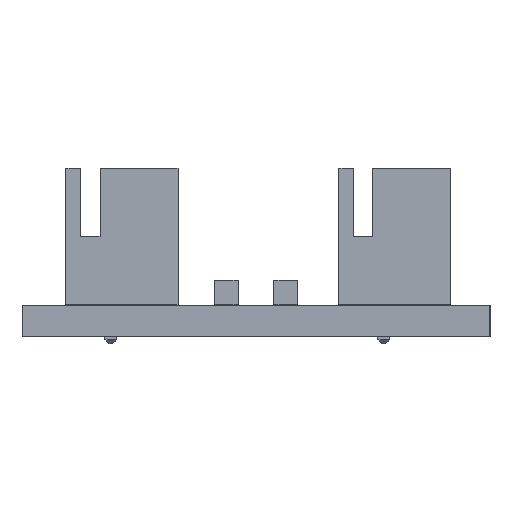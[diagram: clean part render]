
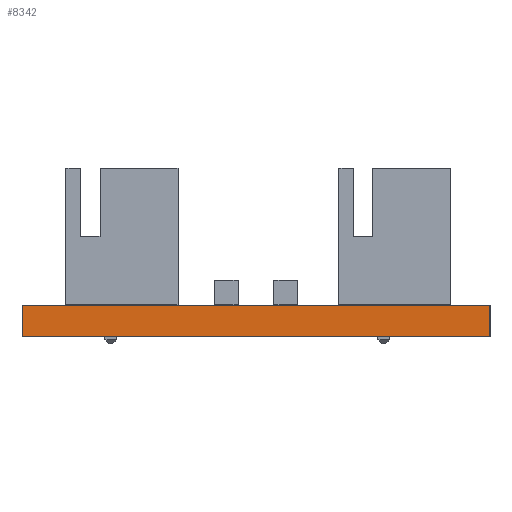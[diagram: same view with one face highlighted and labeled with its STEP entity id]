
A CAD part, left-side view. The second image highlights one B-rep face of the part: STEP entity #8342.
In plain terms, the highlighted planar face has unit normal (-1, 0, 0).
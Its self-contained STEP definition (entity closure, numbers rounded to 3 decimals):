
#8342 = ADVANCED_FACE('',(#8343),#8357,.F.);
#8343 = FACE_BOUND('',#8344,.F.);
#8344 = EDGE_LOOP('',(#8345,#8380,#8408,#8436));
#8345 = ORIENTED_EDGE('',*,*,#8346,.T.);
#8346 = EDGE_CURVE('',#8347,#8349,#8351,.T.);
#8347 = VERTEX_POINT('',#8348);
#8348 = CARTESIAN_POINT('',(116.5,-69.5,0.));
#8349 = VERTEX_POINT('',#8350);
#8350 = CARTESIAN_POINT('',(116.5,-69.5,1.6));
#8351 = SURFACE_CURVE('',#8352,(#8356,#8368),.PCURVE_S1.);
#8352 = LINE('',#8353,#8354);
#8353 = CARTESIAN_POINT('',(116.5,-69.5,0.));
#8354 = VECTOR('',#8355,1.);
#8355 = DIRECTION('',(0.,0.,1.));
#8356 = PCURVE('',#8357,#8362);
#8357 = PLANE('',#8358);
#8358 = AXIS2_PLACEMENT_3D('',#8359,#8360,#8361);
#8359 = CARTESIAN_POINT('',(116.5,-69.5,0.));
#8360 = DIRECTION('',(1.,0.,-0.));
#8361 = DIRECTION('',(0.,-1.,0.));
#8362 = DEFINITIONAL_REPRESENTATION('',(#8363),#8367);
#8363 = LINE('',#8364,#8365);
#8364 = CARTESIAN_POINT('',(0.,0.));
#8365 = VECTOR('',#8366,1.);
#8366 = DIRECTION('',(0.,-1.));
#8367 = ( GEOMETRIC_REPRESENTATION_CONTEXT(2) 
PARAMETRIC_REPRESENTATION_CONTEXT() REPRESENTATION_CONTEXT('2D SPACE',''
  ) );
#8368 = PCURVE('',#8369,#8374);
#8369 = PLANE('',#8370);
#8370 = AXIS2_PLACEMENT_3D('',#8371,#8372,#8373);
#8371 = CARTESIAN_POINT('',(164.5,-69.5,0.));
#8372 = DIRECTION('',(0.,-1.,0.));
#8373 = DIRECTION('',(-1.,0.,0.));
#8374 = DEFINITIONAL_REPRESENTATION('',(#8375),#8379);
#8375 = LINE('',#8376,#8377);
#8376 = CARTESIAN_POINT('',(48.,0.));
#8377 = VECTOR('',#8378,1.);
#8378 = DIRECTION('',(0.,-1.));
#8379 = ( GEOMETRIC_REPRESENTATION_CONTEXT(2) 
PARAMETRIC_REPRESENTATION_CONTEXT() REPRESENTATION_CONTEXT('2D SPACE',''
  ) );
#8380 = ORIENTED_EDGE('',*,*,#8381,.T.);
#8381 = EDGE_CURVE('',#8349,#8382,#8384,.T.);
#8382 = VERTEX_POINT('',#8383);
#8383 = CARTESIAN_POINT('',(116.5,-93.5,1.6));
#8384 = SURFACE_CURVE('',#8385,(#8389,#8396),.PCURVE_S1.);
#8385 = LINE('',#8386,#8387);
#8386 = CARTESIAN_POINT('',(116.5,-69.5,1.6));
#8387 = VECTOR('',#8388,1.);
#8388 = DIRECTION('',(0.,-1.,0.));
#8389 = PCURVE('',#8357,#8390);
#8390 = DEFINITIONAL_REPRESENTATION('',(#8391),#8395);
#8391 = LINE('',#8392,#8393);
#8392 = CARTESIAN_POINT('',(0.,-1.6));
#8393 = VECTOR('',#8394,1.);
#8394 = DIRECTION('',(1.,0.));
#8395 = ( GEOMETRIC_REPRESENTATION_CONTEXT(2) 
PARAMETRIC_REPRESENTATION_CONTEXT() REPRESENTATION_CONTEXT('2D SPACE',''
  ) );
#8396 = PCURVE('',#8397,#8402);
#8397 = PLANE('',#8398);
#8398 = AXIS2_PLACEMENT_3D('',#8399,#8400,#8401);
#8399 = CARTESIAN_POINT('',(140.5,-81.5,1.6));
#8400 = DIRECTION('',(0.,0.,1.));
#8401 = DIRECTION('',(1.,0.,-0.));
#8402 = DEFINITIONAL_REPRESENTATION('',(#8403),#8407);
#8403 = LINE('',#8404,#8405);
#8404 = CARTESIAN_POINT('',(-24.,12.));
#8405 = VECTOR('',#8406,1.);
#8406 = DIRECTION('',(0.,-1.));
#8407 = ( GEOMETRIC_REPRESENTATION_CONTEXT(2) 
PARAMETRIC_REPRESENTATION_CONTEXT() REPRESENTATION_CONTEXT('2D SPACE',''
  ) );
#8408 = ORIENTED_EDGE('',*,*,#8409,.F.);
#8409 = EDGE_CURVE('',#8410,#8382,#8412,.T.);
#8410 = VERTEX_POINT('',#8411);
#8411 = CARTESIAN_POINT('',(116.5,-93.5,0.));
#8412 = SURFACE_CURVE('',#8413,(#8417,#8424),.PCURVE_S1.);
#8413 = LINE('',#8414,#8415);
#8414 = CARTESIAN_POINT('',(116.5,-93.5,0.));
#8415 = VECTOR('',#8416,1.);
#8416 = DIRECTION('',(0.,0.,1.));
#8417 = PCURVE('',#8357,#8418);
#8418 = DEFINITIONAL_REPRESENTATION('',(#8419),#8423);
#8419 = LINE('',#8420,#8421);
#8420 = CARTESIAN_POINT('',(24.,0.));
#8421 = VECTOR('',#8422,1.);
#8422 = DIRECTION('',(0.,-1.));
#8423 = ( GEOMETRIC_REPRESENTATION_CONTEXT(2) 
PARAMETRIC_REPRESENTATION_CONTEXT() REPRESENTATION_CONTEXT('2D SPACE',''
  ) );
#8424 = PCURVE('',#8425,#8430);
#8425 = PLANE('',#8426);
#8426 = AXIS2_PLACEMENT_3D('',#8427,#8428,#8429);
#8427 = CARTESIAN_POINT('',(116.5,-93.5,0.));
#8428 = DIRECTION('',(0.,1.,0.));
#8429 = DIRECTION('',(1.,0.,0.));
#8430 = DEFINITIONAL_REPRESENTATION('',(#8431),#8435);
#8431 = LINE('',#8432,#8433);
#8432 = CARTESIAN_POINT('',(0.,0.));
#8433 = VECTOR('',#8434,1.);
#8434 = DIRECTION('',(0.,-1.));
#8435 = ( GEOMETRIC_REPRESENTATION_CONTEXT(2) 
PARAMETRIC_REPRESENTATION_CONTEXT() REPRESENTATION_CONTEXT('2D SPACE',''
  ) );
#8436 = ORIENTED_EDGE('',*,*,#8437,.F.);
#8437 = EDGE_CURVE('',#8347,#8410,#8438,.T.);
#8438 = SURFACE_CURVE('',#8439,(#8443,#8450),.PCURVE_S1.);
#8439 = LINE('',#8440,#8441);
#8440 = CARTESIAN_POINT('',(116.5,-69.5,0.));
#8441 = VECTOR('',#8442,1.);
#8442 = DIRECTION('',(0.,-1.,0.));
#8443 = PCURVE('',#8357,#8444);
#8444 = DEFINITIONAL_REPRESENTATION('',(#8445),#8449);
#8445 = LINE('',#8446,#8447);
#8446 = CARTESIAN_POINT('',(0.,0.));
#8447 = VECTOR('',#8448,1.);
#8448 = DIRECTION('',(1.,0.));
#8449 = ( GEOMETRIC_REPRESENTATION_CONTEXT(2) 
PARAMETRIC_REPRESENTATION_CONTEXT() REPRESENTATION_CONTEXT('2D SPACE',''
  ) );
#8450 = PCURVE('',#8451,#8456);
#8451 = PLANE('',#8452);
#8452 = AXIS2_PLACEMENT_3D('',#8453,#8454,#8455);
#8453 = CARTESIAN_POINT('',(140.5,-81.5,0.));
#8454 = DIRECTION('',(0.,0.,1.));
#8455 = DIRECTION('',(1.,0.,-0.));
#8456 = DEFINITIONAL_REPRESENTATION('',(#8457),#8461);
#8457 = LINE('',#8458,#8459);
#8458 = CARTESIAN_POINT('',(-24.,12.));
#8459 = VECTOR('',#8460,1.);
#8460 = DIRECTION('',(0.,-1.));
#8461 = ( GEOMETRIC_REPRESENTATION_CONTEXT(2) 
PARAMETRIC_REPRESENTATION_CONTEXT() REPRESENTATION_CONTEXT('2D SPACE',''
  ) );
